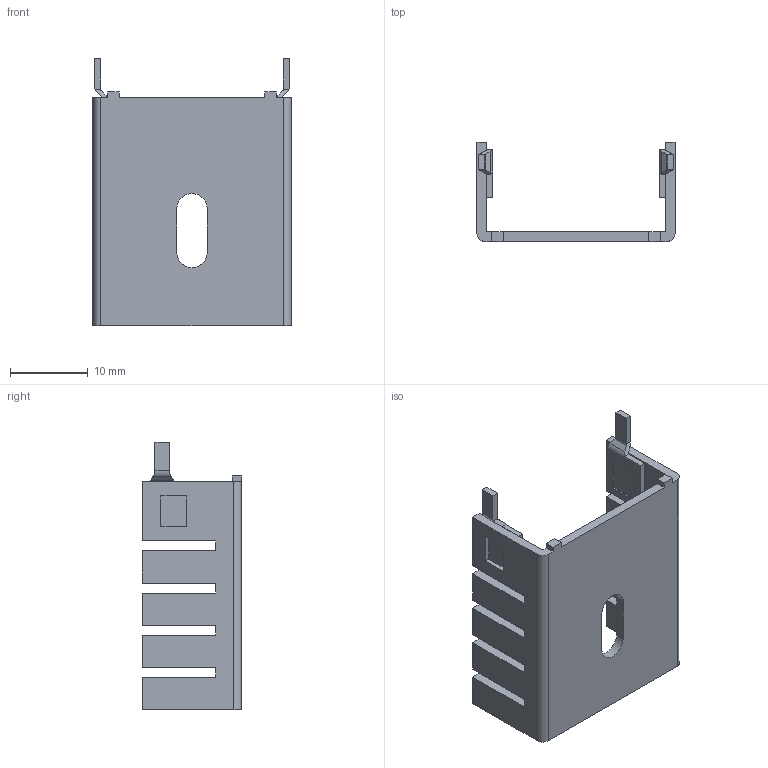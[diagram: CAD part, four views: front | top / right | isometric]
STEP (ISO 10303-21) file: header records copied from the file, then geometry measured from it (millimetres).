
FILE_DESCRIPTION (( 'STEP AP214' ), '1' );
FILE_NAME ('CUI_DEVICES_HSS09-B20-P431.step', '2021-12-18T19:32:49', ( '' ), ( '' ), 'SwSTEP 2.0', 'SolidWorks 2021', '' );
FILE_SCHEMA (( 'AUTOMOTIVE_DESIGN' ));
Length unit declared in the file: inch
Products named in the file (1): CUI_DEVICES_HSS09-B20-P431
Bounding box: 25.4 x 12.7 x 34.28 mm (x, y, z)
Volume: 1595.6 mm3; surface area: 3211.9 mm2
Topology: 3 solids, 3 shells, 123 faces, 335 edges, 222 vertices
Faces by surface type: plane 110, cylinder 13
Entity records: 3893 total; most frequent: CARTESIAN_POINT 729, ORIENTED_EDGE 670, DIRECTION 589, EDGE_CURVE 335, LINE 297, VECTOR 297, VERTEX_POINT 222, AXIS2_PLACEMENT_3D 146
